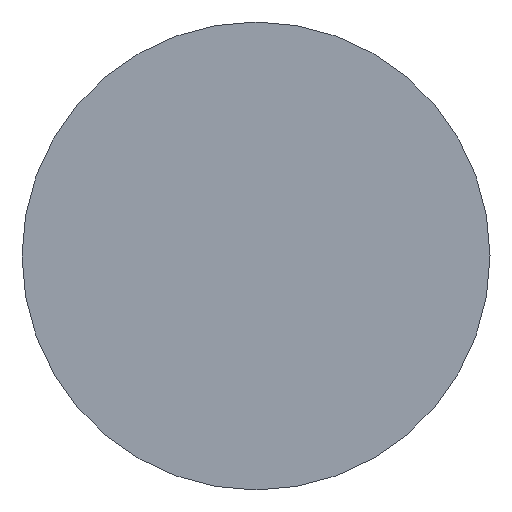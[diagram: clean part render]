
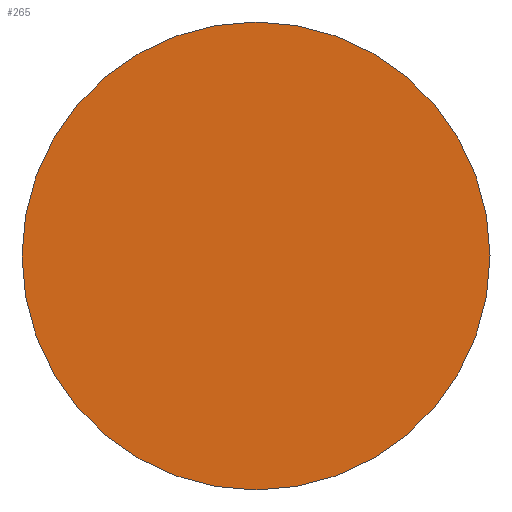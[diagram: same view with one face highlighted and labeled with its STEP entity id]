
A CAD part, front view. The second image highlights one B-rep face of the part: STEP entity #265.
In plain terms, the highlighted planar face has unit normal (0, -1, 0).
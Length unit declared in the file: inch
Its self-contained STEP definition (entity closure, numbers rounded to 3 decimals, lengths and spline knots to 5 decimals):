
#33 = PLANE ( 'NONE',  #64 ) ;
#50 = CARTESIAN_POINT ( 'NONE',  ( 0., 0., 0. ) ) ;
#64 = AXIS2_PLACEMENT_3D ( 'NONE', #390, #70, #75 ) ;
#70 = DIRECTION ( 'NONE',  ( 0., -1., 0. ) ) ;
#75 = DIRECTION ( 'NONE',  ( 0., 0., -1. ) ) ;
#91 = EDGE_LOOP ( 'NONE', ( #344, #202 ) ) ;
#105 = CARTESIAN_POINT ( 'NONE',  ( 0., 0., 0.125 ) ) ;
#125 = AXIS2_PLACEMENT_3D ( 'NONE', #50, #201, #425 ) ;
#134 = CIRCLE ( 'NONE', #306, 0.125 ) ;
#151 = FACE_OUTER_BOUND ( 'NONE', #91, .T. ) ;
#164 = CARTESIAN_POINT ( 'NONE',  ( 0., 0., 0. ) ) ;
#201 = DIRECTION ( 'NONE',  ( 0., -1., 0. ) ) ;
#202 = ORIENTED_EDGE ( 'NONE', *, *, #284, .T. ) ;
#229 = DIRECTION ( 'NONE',  ( 0., -1., 0. ) ) ;
#265 = ADVANCED_FACE ( 'NONE', ( #151 ), #33, .T. ) ;
#276 = VERTEX_POINT ( 'NONE', #105 ) ;
#284 = EDGE_CURVE ( 'NONE', #276, #365, #360, .T. ) ;
#289 = CARTESIAN_POINT ( 'NONE',  ( 0., 0., -0.125 ) ) ;
#306 = AXIS2_PLACEMENT_3D ( 'NONE', #164, #229, #394 ) ;
#309 = EDGE_CURVE ( 'NONE', #365, #276, #134, .T. ) ;
#344 = ORIENTED_EDGE ( 'NONE', *, *, #309, .T. ) ;
#360 = CIRCLE ( 'NONE', #125, 0.125 ) ;
#365 = VERTEX_POINT ( 'NONE', #289 ) ;
#390 = CARTESIAN_POINT ( 'NONE',  ( 0., 0., 0. ) ) ;
#394 = DIRECTION ( 'NONE',  ( 0., 0., -1. ) ) ;
#425 = DIRECTION ( 'NONE',  ( 0., 0., -1. ) ) ;
